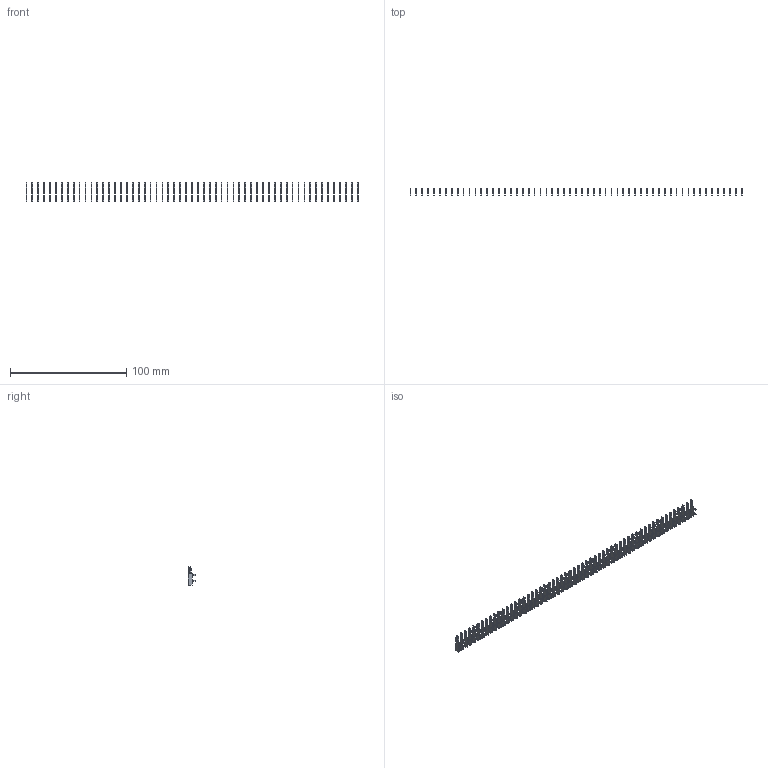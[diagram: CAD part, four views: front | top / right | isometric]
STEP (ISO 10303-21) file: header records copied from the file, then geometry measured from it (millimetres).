
FILE_DESCRIPTION (( 'STEP AP203' ), '1' );
FILE_NAME ('105-057-202-200.STEP', '2020-04-08T00:46:32', ( '' ), ( '' ), 'SwSTEP 2.0', 'SolidWorks 2016', '' );
FILE_SCHEMA (( 'CONFIG_CONTROL_DESIGN' ));
Length unit declared in the file: inch
Products named in the file (2): 100-290-001_100-290-202; 105-057-202-200
Assembly tree (57 placements, depth 2):
  105-057-202-200
    100-290-001_100-290-202  x57
Bounding box: 285.08 x 6.53 x 15.88 mm (x, y, z)
Volume: 1811 mm3; surface area: 8054.1 mm2
Topology: 57 solids, 57 shells, 1710 faces, 4788 edges, 3192 vertices
Faces by surface type: plane 1311, cylinder 399
Entity records: 2954 total; most frequent: DIRECTION 274, CARTESIAN_POINT 242, ORIENTED_EDGE 168, LOCAL_TIME 124, DATE_AND_TIME 124, CALENDAR_DATE 124, COORDINATED_UNIVERSAL_TIME_OFFSET 124, AXIS2_PLACEMENT_3D 104
